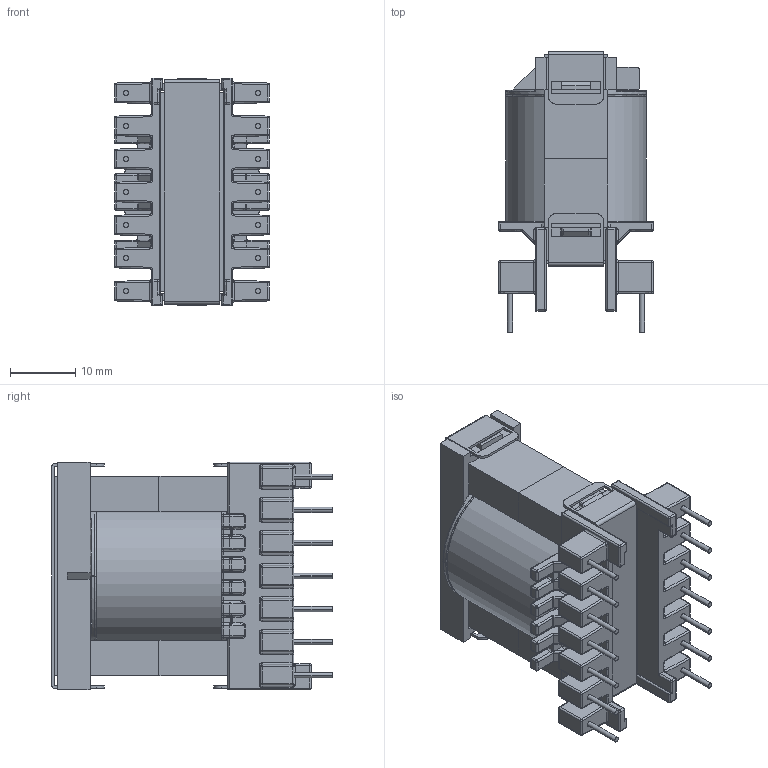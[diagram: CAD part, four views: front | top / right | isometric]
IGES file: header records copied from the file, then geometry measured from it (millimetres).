
Start section: SolidWorks IGES file using analytic representation for surfaces
Global section: file name: ETD29_4772.IGS; native system: SolidWorks 2017; preprocessor: SolidWorks 2017; author: e.wtnpm; date: 210630.154617; units: millimetre
Bounding box: 23.8 x 43.15 x 35 mm (x, y, z)
Surface area: 15464.2 mm2 (no closed solid volume)
Topology: 0 solids, 0 shells, 1092 faces, 7343 edges, 7242 vertices
Faces by surface type: revolution 629, bspline 463
